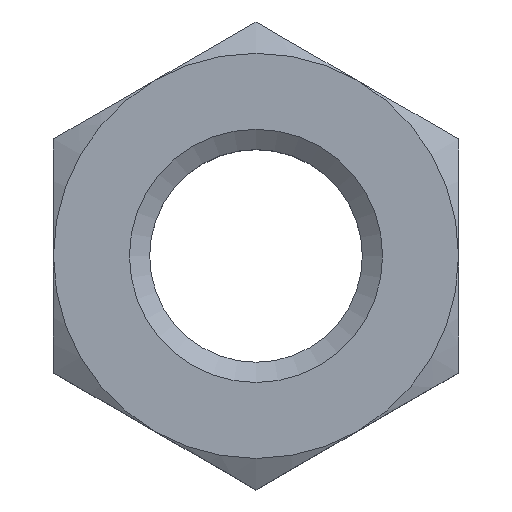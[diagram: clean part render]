
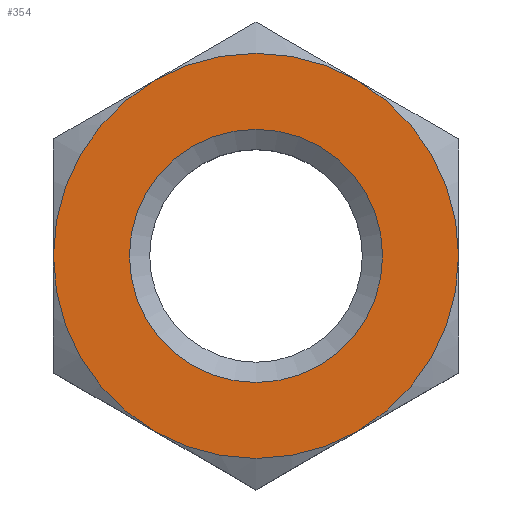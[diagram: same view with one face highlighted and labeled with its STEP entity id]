
A CAD part, top view. The second image highlights one B-rep face of the part: STEP entity #354.
In plain terms, the highlighted planar face has unit normal (0, 0, 1).
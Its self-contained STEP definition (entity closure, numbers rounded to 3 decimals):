
#15=FACE_BOUND('',#98,.T.);
#47=PLANE('',#405);
#73=FACE_OUTER_BOUND('',#97,.T.);
#97=EDGE_LOOP('',(#292,#293,#294,#295,#296,#297));
#98=EDGE_LOOP('',(#298));
#139=CIRCLE('',#397,2.5);
#140=CIRCLE('',#406,4.);
#141=CIRCLE('',#407,4.);
#142=CIRCLE('',#408,4.);
#143=CIRCLE('',#409,4.);
#144=CIRCLE('',#410,4.);
#145=CIRCLE('',#411,4.);
#158=VERTEX_POINT('',#547);
#161=VERTEX_POINT('',#556);
#165=VERTEX_POINT('',#574);
#170=VERTEX_POINT('',#593);
#173=VERTEX_POINT('',#610);
#177=VERTEX_POINT('',#628);
#181=VERTEX_POINT('',#646);
#192=EDGE_CURVE('',#158,#158,#139,.T.);
#224=EDGE_CURVE('',#173,#170,#140,.T.);
#225=EDGE_CURVE('',#170,#165,#141,.T.);
#226=EDGE_CURVE('',#165,#161,#142,.T.);
#227=EDGE_CURVE('',#161,#181,#143,.T.);
#228=EDGE_CURVE('',#181,#177,#144,.T.);
#229=EDGE_CURVE('',#177,#173,#145,.T.);
#292=ORIENTED_EDGE('',*,*,#224,.T.);
#293=ORIENTED_EDGE('',*,*,#225,.T.);
#294=ORIENTED_EDGE('',*,*,#226,.T.);
#295=ORIENTED_EDGE('',*,*,#227,.T.);
#296=ORIENTED_EDGE('',*,*,#228,.T.);
#297=ORIENTED_EDGE('',*,*,#229,.T.);
#298=ORIENTED_EDGE('',*,*,#192,.F.);
#354=ADVANCED_FACE('',(#73,#15),#47,.T.);
#397=AXIS2_PLACEMENT_3D('',#549,#454,#455);
#405=AXIS2_PLACEMENT_3D('',#660,#477,#478);
#406=AXIS2_PLACEMENT_3D('',#661,#479,#480);
#407=AXIS2_PLACEMENT_3D('',#662,#481,#482);
#408=AXIS2_PLACEMENT_3D('',#663,#483,#484);
#409=AXIS2_PLACEMENT_3D('',#664,#485,#486);
#410=AXIS2_PLACEMENT_3D('',#665,#487,#488);
#411=AXIS2_PLACEMENT_3D('',#666,#489,#490);
#454=DIRECTION('center_axis',(0.,0.,1.));
#455=DIRECTION('ref_axis',(1.,0.,0.));
#477=DIRECTION('center_axis',(0.,0.,1.));
#478=DIRECTION('ref_axis',(1.,0.,0.));
#479=DIRECTION('center_axis',(0.,0.,1.));
#480=DIRECTION('ref_axis',(1.,0.,0.));
#481=DIRECTION('center_axis',(0.,0.,1.));
#482=DIRECTION('ref_axis',(1.,0.,0.));
#483=DIRECTION('center_axis',(0.,0.,1.));
#484=DIRECTION('ref_axis',(1.,0.,0.));
#485=DIRECTION('center_axis',(0.,0.,1.));
#486=DIRECTION('ref_axis',(1.,0.,0.));
#487=DIRECTION('center_axis',(0.,0.,1.));
#488=DIRECTION('ref_axis',(1.,0.,0.));
#489=DIRECTION('center_axis',(0.,0.,1.));
#490=DIRECTION('ref_axis',(1.,0.,0.));
#547=CARTESIAN_POINT('',(-2.5,0.,0.));
#549=CARTESIAN_POINT('Origin',(0.,0.,0.));
#556=CARTESIAN_POINT('',(-2.,3.464,0.));
#574=CARTESIAN_POINT('',(2.,3.464,0.));
#593=CARTESIAN_POINT('',(4.,0.,0.));
#610=CARTESIAN_POINT('',(2.,-3.464,0.));
#628=CARTESIAN_POINT('',(-2.,-3.464,0.));
#646=CARTESIAN_POINT('',(-4.,0.,0.));
#660=CARTESIAN_POINT('Origin',(-8.,0.,
0.));
#661=CARTESIAN_POINT('Origin',(0.,0.,0.));
#662=CARTESIAN_POINT('Origin',(0.,0.,0.));
#663=CARTESIAN_POINT('Origin',(0.,0.,0.));
#664=CARTESIAN_POINT('Origin',(0.,0.,0.));
#665=CARTESIAN_POINT('Origin',(0.,0.,0.));
#666=CARTESIAN_POINT('Origin',(0.,0.,0.));
